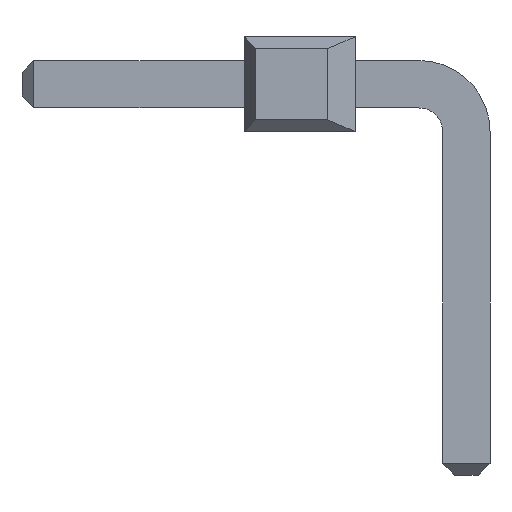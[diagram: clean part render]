
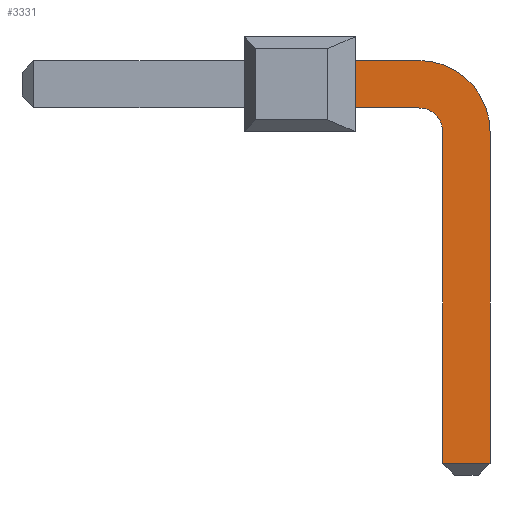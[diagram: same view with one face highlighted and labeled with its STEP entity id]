
A CAD part, left-side view. The second image highlights one B-rep face of the part: STEP entity #3331.
In plain terms, the highlighted planar face has unit normal (-1, 0, 0).
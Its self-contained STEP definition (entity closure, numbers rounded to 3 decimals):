
#2569=CARTESIAN_POINT('',(-0.406,1.905,0.406));
#2568=VERTEX_POINT('',#2569);
#2579=CARTESIAN_POINT('',(-0.406,1.905,1.219));
#2578=VERTEX_POINT('',#2579);
#2577=EDGE_CURVE('',#2578,#2568,#2582,.T.);
#2582=LINE('',#2579,#2584);
#2584=VECTOR('',#2585,0.813);
#2585=DIRECTION('',(0.0,0.0,-1.0));
#2608=CARTESIAN_POINT('',(-0.406,0.813,0.406));
#2607=VERTEX_POINT('',#2608);
#2616=EDGE_CURVE('',#2568,#2607,#2621,.T.);
#2621=LINE('',#2569,#2623);
#2623=VECTOR('',#2624,1.092);
#2624=DIRECTION('',(0.0,-1.0,0.0));
#2659=CARTESIAN_POINT('',(-0.406,0.813,1.219));
#2658=VERTEX_POINT('',#2659);
#2685=EDGE_CURVE('',#2658,#2578,#2690,.T.);
#2690=LINE('',#2659,#2692);
#2692=VECTOR('',#2693,1.092);
#2693=DIRECTION('',(0.0,1.0,0.0));
#2716=CARTESIAN_POINT('',(-0.406,0.406,-5.69));
#2715=VERTEX_POINT('',#2716);
#2726=CARTESIAN_POINT('',(-0.406,0.406,0.0));
#2725=VERTEX_POINT('',#2726);
#2724=EDGE_CURVE('',#2725,#2715,#2729,.T.);
#2729=LINE('',#2726,#2731);
#2731=VECTOR('',#2732,5.69);
#2732=DIRECTION('',(0.0,0.0,-1.0));
#2804=CARTESIAN_POINT('',(-0.406,-0.406,-5.69));
#2803=VERTEX_POINT('',#2804);
#2806=CARTESIAN_POINT('',(-0.406,-0.406,0.0));
#2805=VERTEX_POINT('',#2806);
#2802=EDGE_CURVE('',#2803,#2805,#2807,.T.);
#2807=LINE('',#2804,#2809);
#2809=VECTOR('',#2810,5.69);
#2810=DIRECTION('',(0.0,0.0,1.0));
#3057=EDGE_CURVE('',#2715,#2803,#3062,.T.);
#3062=LINE('',#2716,#3064);
#3064=VECTOR('',#3065,0.813);
#3065=DIRECTION('',(0.0,-1.0,0.0));
#3166=EDGE_CURVE($,#2607,#2725,#3171,.T.);
#3171=CIRCLE($,#3172,0.406);
#3173=CARTESIAN_POINT('',(-0.406,0.813,0.0));
#3172=AXIS2_PLACEMENT_3D($,#3173,#3174,#3175);
#3174=DIRECTION('',(1.0,0.0,0.0));
#3175=DIRECTION('',(0.0,-0.707,-0.707));
#3196=EDGE_CURVE($,#2805,#2658,#3201,.T.);
#3201=CIRCLE($,#3202,1.219);
#3202=AXIS2_PLACEMENT_3D($,#3173,#3204,#3205);
#3204=DIRECTION('',(-1.0,0.0,0.0));
#3205=DIRECTION('',(0.0,0.707,0.707));
#3331=ADVANCED_FACE($,(#3337),#3332,.T.);
#3332=PLANE($,#3333);
#3333=AXIS2_PLACEMENT_3D($,#3334,#3335,#3336);
#3334=CARTESIAN_POINT('',(-0.406,0.813,1.219));
#3335=DIRECTION('',(-1.0,0.0,0.0));
#3336=DIRECTION('',(-1.,0.,0.));
#3337=FACE_OUTER_BOUND($,#3338,.T.);
#3338=EDGE_LOOP($,(#3341, #3351, #3361, #3371, #3382, #3392, #3402, #3412));
#3341=ORIENTED_EDGE('',*,*,#2685,.T.);
#3351=ORIENTED_EDGE('',*,*,#2577,.T.);
#3361=ORIENTED_EDGE('',*,*,#2616,.T.);
#3371=ORIENTED_EDGE('',*,*,#3166,.T.);
#3382=ORIENTED_EDGE('',*,*,#2724,.T.);
#3392=ORIENTED_EDGE('',*,*,#3057,.T.);
#3402=ORIENTED_EDGE('',*,*,#2802,.T.);
#3412=ORIENTED_EDGE('',*,*,#3196,.T.);
